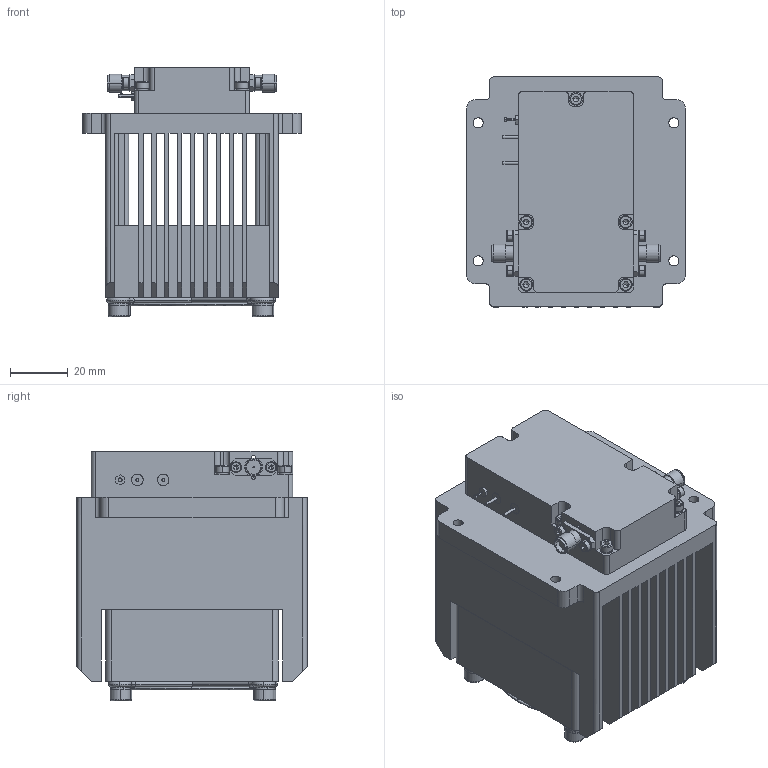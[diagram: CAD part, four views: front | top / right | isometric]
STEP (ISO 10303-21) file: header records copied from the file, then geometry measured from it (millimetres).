
FILE_DESCRIPTION (( 'STEP AP214' ), '1' );
FILE_NAME ('BP-HC-H4.STEP', '2025-11-13T20:48:13', ( '' ), ( '' ), 'SwSTEP 2.0', 'SolidWorks 2021', '' );
FILE_SCHEMA (( 'AUTOMOTIVE_DESIGN' ));
Length unit declared in the file: inch
Products named in the file (1): BP-HC-H4
Bounding box: 76 x 80 x 86.8 mm (x, y, z)
Volume: 187750.7 mm3; surface area: 132955.2 mm2
Topology: 43 solids, 43 shells, 1688 faces, 4319 edges, 2726 vertices
Faces by surface type: plane 762, cylinder 668, cone 164, torus 94
Entity records: 73404 total; most frequent: DIRECTION 9242, CARTESIAN_POINT 8972, ORIENTED_EDGE 8454, EDGE_CURVE 4227, AXIS2_PLACEMENT_3D 3406, VERTEX_POINT 2726, LINE 2430, VECTOR 2430
